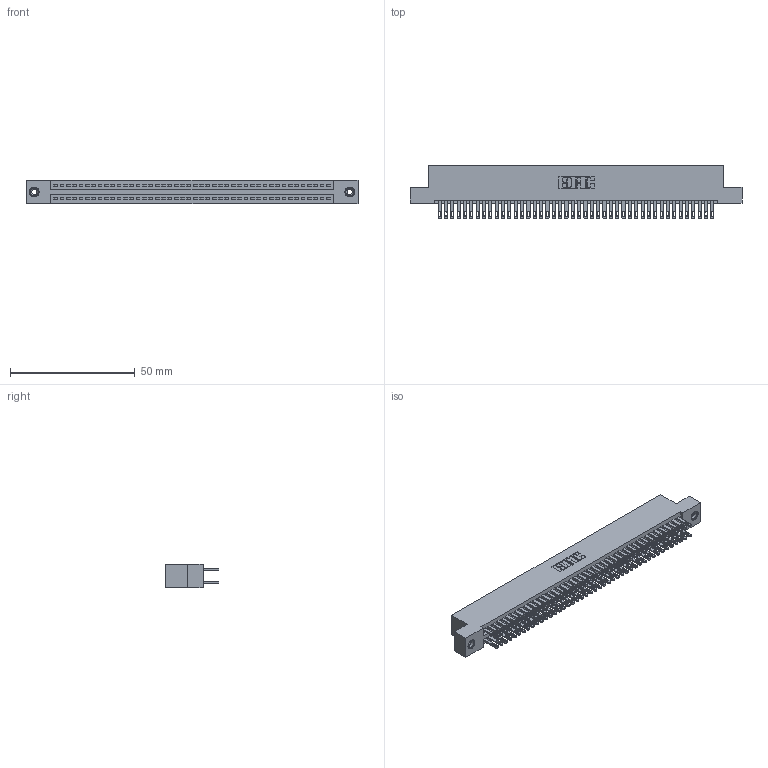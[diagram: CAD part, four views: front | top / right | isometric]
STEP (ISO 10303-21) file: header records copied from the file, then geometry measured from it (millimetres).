
FILE_DESCRIPTION (( 'STEP AP203' ), '1' );
FILE_NAME ('345-088-500-208.STEP', '2018-10-04T08:19:48', ( '' ), ( '' ), 'SwSTEP 2.0', 'SolidWorks 2016', '' );
FILE_SCHEMA (( 'CONFIG_CONTROL_DESIGN' ));
Length unit declared in the file: inch
Products named in the file (4): 345-292-001_345-293-100; 345 Part_Flush Mounting Lugs - 0.156 Dia-TI; 345-088-500-208; 345-250-001_345-250-003-102
Assembly tree (91 placements, depth 2):
  345-088-500-208
    345 Part_Flush Mounting Lugs - 0.156 Dia-TI
    345-292-001_345-293-100  x88
    345-250-001_345-250-003-102  x2
Bounding box: 132.97 x 21.51 x 9.4 mm (x, y, z)
Volume: 13197.7 mm3; surface area: 20458.1 mm2
Topology: 91 solids, 91 shells, 4234 faces, 12885 edges, 8582 vertices
Faces by surface type: plane 2488, cylinder 1730, cone 12, torus 4
Entity records: 35370 total; most frequent: CARTESIAN_POINT 5907, ORIENTED_EDGE 5834, DIRECTION 5235, EDGE_CURVE 2917, VECTOR 2585, LINE 2585, VERTEX_POINT 1940, AXIS2_PLACEMENT_3D 1325
